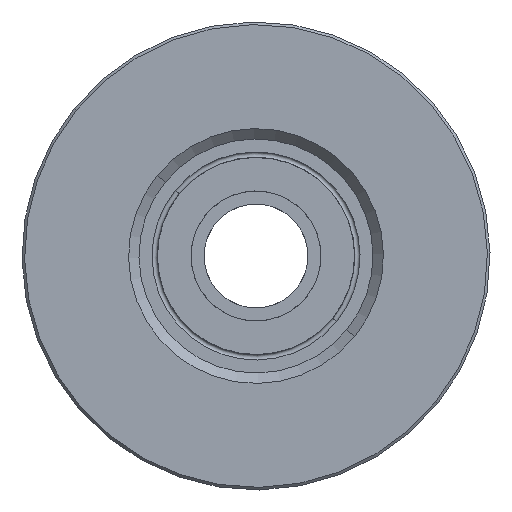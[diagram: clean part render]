
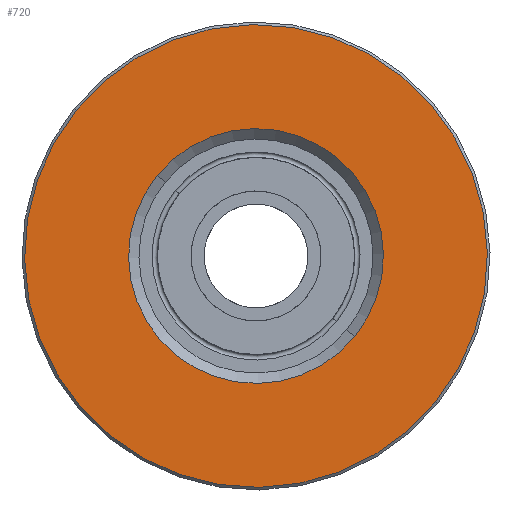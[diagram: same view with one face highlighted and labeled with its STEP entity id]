
A CAD part, front view. The second image highlights one B-rep face of the part: STEP entity #720.
In plain terms, the highlighted planar face has unit normal (0, -1, 0).
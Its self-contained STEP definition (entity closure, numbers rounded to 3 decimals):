
#56 = DIRECTION ( 'NONE',  ( 0., -1., 0. ) ) ;
#67 = EDGE_CURVE ( 'NONE', #957, #833, #525, .T. ) ;
#157 = EDGE_LOOP ( 'NONE', ( #1779, #1752 ) ) ;
#300 = CARTESIAN_POINT ( 'NONE',  ( 0., -4.25, 0. ) ) ;
#339 = CIRCLE ( 'NONE', #1233, 4.9 ) ;
#349 = DIRECTION ( 'NONE',  ( 0., 1., 0. ) ) ;
#454 = CARTESIAN_POINT ( 'NONE',  ( 4.5, -4.25, 0. ) ) ;
#509 = DIRECTION ( 'NONE',  ( 0., 0., 1. ) ) ;
#525 = CIRCLE ( 'NONE', #1038, 4.9 ) ;
#548 = AXIS2_PLACEMENT_3D ( 'NONE', #1314, #1247, #2062 ) ;
#557 = CARTESIAN_POINT ( 'NONE',  ( 0., -4.25, -4.9 ) ) ;
#654 = CARTESIAN_POINT ( 'NONE',  ( 0., -4.25, 0. ) ) ;
#696 = AXIS2_PLACEMENT_3D ( 'NONE', #454, #349, #2016 ) ;
#720 = ADVANCED_FACE ( 'NONE', ( #1724, #915 ), #2013, .F. ) ;
#805 = DIRECTION ( 'NONE',  ( 0., 0., 1. ) ) ;
#812 = CIRCLE ( 'NONE', #824, 8.9 ) ;
#824 = AXIS2_PLACEMENT_3D ( 'NONE', #300, #56, #509 ) ;
#833 = VERTEX_POINT ( 'NONE', #1664 ) ;
#855 = ORIENTED_EDGE ( 'NONE', *, *, #1933, .T. ) ;
#910 = VERTEX_POINT ( 'NONE', #1042 ) ;
#915 = FACE_BOUND ( 'NONE', #1006, .T. ) ;
#957 = VERTEX_POINT ( 'NONE', #557 ) ;
#991 = EDGE_CURVE ( 'NONE', #910, #1912, #1747, .T. ) ;
#1006 = EDGE_LOOP ( 'NONE', ( #1931, #855 ) ) ;
#1038 = AXIS2_PLACEMENT_3D ( 'NONE', #1617, #1611, #1601 ) ;
#1042 = CARTESIAN_POINT ( 'NONE',  ( 0., -4.25, -8.9 ) ) ;
#1233 = AXIS2_PLACEMENT_3D ( 'NONE', #654, #1770, #805 ) ;
#1247 = DIRECTION ( 'NONE',  ( 0., -1., 0. ) ) ;
#1279 = EDGE_CURVE ( 'NONE', #1912, #910, #812, .T. ) ;
#1314 = CARTESIAN_POINT ( 'NONE',  ( 0., -4.25, 0. ) ) ;
#1445 = CARTESIAN_POINT ( 'NONE',  ( 0., -4.25, 8.9 ) ) ;
#1601 = DIRECTION ( 'NONE',  ( 0., 0., 1. ) ) ;
#1611 = DIRECTION ( 'NONE',  ( 0., 1., 0. ) ) ;
#1617 = CARTESIAN_POINT ( 'NONE',  ( 0., -4.25, 0. ) ) ;
#1664 = CARTESIAN_POINT ( 'NONE',  ( 0., -4.25, 4.9 ) ) ;
#1724 = FACE_OUTER_BOUND ( 'NONE', #157, .T. ) ;
#1747 = CIRCLE ( 'NONE', #548, 8.9 ) ;
#1752 = ORIENTED_EDGE ( 'NONE', *, *, #991, .T. ) ;
#1770 = DIRECTION ( 'NONE',  ( 0., 1., 0. ) ) ;
#1779 = ORIENTED_EDGE ( 'NONE', *, *, #1279, .T. ) ;
#1912 = VERTEX_POINT ( 'NONE', #1445 ) ;
#1931 = ORIENTED_EDGE ( 'NONE', *, *, #67, .T. ) ;
#1933 = EDGE_CURVE ( 'NONE', #833, #957, #339, .T. ) ;
#2013 = PLANE ( 'NONE',  #696 ) ;
#2016 = DIRECTION ( 'NONE',  ( 0., 0., 1. ) ) ;
#2062 = DIRECTION ( 'NONE',  ( 0., 0., 1. ) ) ;
